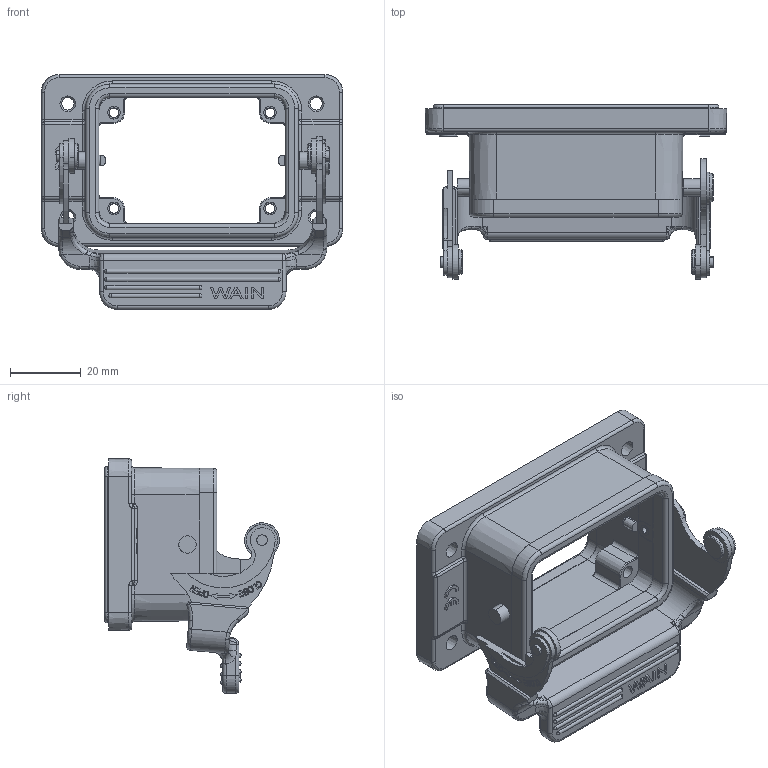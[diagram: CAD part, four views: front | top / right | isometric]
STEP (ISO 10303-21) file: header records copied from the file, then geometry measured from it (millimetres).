
FILE_DESCRIPTION((''),'2;1');
FILE_NAME('3D_1111063211002_W6B-BK-1L_SC_V','2024-04-01T',('13001'),(''),'PRO/ENGINEER BY PARAMETRIC TECHNOLOGY CORPORATION, 2012480','PRO/ENGINEER BY PARAMETRIC TECHNOLOGY CORPORATION, 2012480','');
FILE_SCHEMA(('CONFIG_CONTROL_DESIGN'));
Products named in the file (1): 3D_1111063211002_W6B-BK-1L_SC_V
Bounding box: 85 x 49.28 x 66.22 mm (x, y, z)
Volume: 43477.8 mm3; surface area: 30581.7 mm2
Topology: 2 solids, 20 shells, 1517 faces, 4161 edges, 2680 vertices
Faces by surface type: plane 624, cylinder 342, extrusion 257, cone 102, torus 92, sphere 58, bspline 42
Entity records: 52699 total; most frequent: CARTESIAN_POINT 15273, ORIENTED_EDGE 8198, DIRECTION 7001, EDGE_CURVE 4099, VERTEX_POINT 2680, VECTOR 2435, AXIS2_PLACEMENT_3D 2283, LINE 2178
